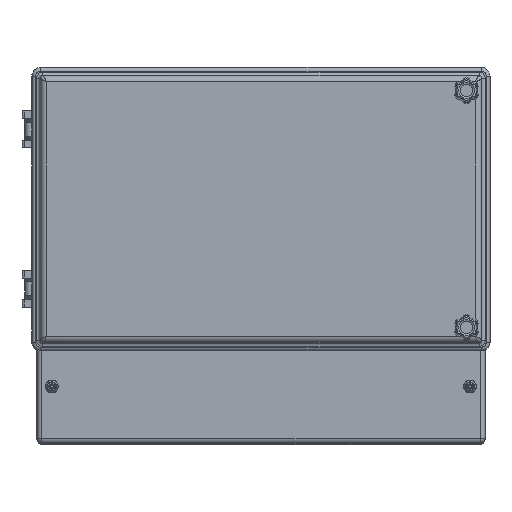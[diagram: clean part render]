
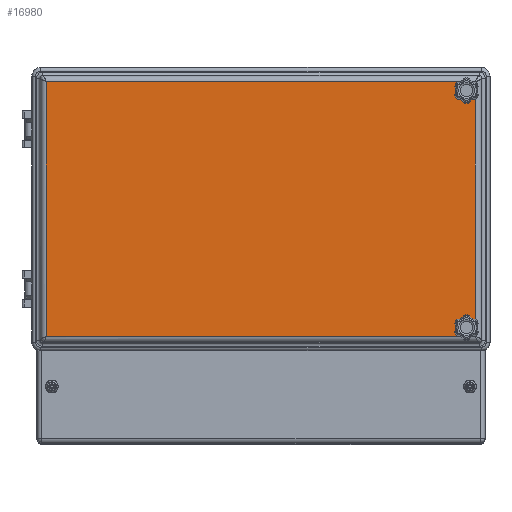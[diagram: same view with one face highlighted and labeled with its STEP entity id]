
A CAD part, top view. The second image highlights one B-rep face of the part: STEP entity #16980.
In plain terms, the highlighted planar face has unit normal (0, 0, 1).
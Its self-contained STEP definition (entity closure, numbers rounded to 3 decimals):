
#918=FACE_BOUND('',#4033,.T.);
#919=FACE_BOUND('',#4034,.T.);
#1455=CIRCLE('',#18582,3.2);
#1457=CIRCLE('',#18586,3.2);
#2822=FACE_OUTER_BOUND('',#4032,.T.);
#4032=EDGE_LOOP('',(#14712,#14713,#14714,#14715));
#4033=EDGE_LOOP('',(#14716));
#4034=EDGE_LOOP('',(#14717));
#5504=LINE('',#29306,#6835);
#5506=LINE('',#29332,#6837);
#5507=LINE('',#29355,#6838);
#5508=LINE('',#29367,#6839);
#6835=VECTOR('',#23200,10.);
#6837=VECTOR('',#23204,10.);
#6838=VECTOR('',#23207,10.);
#6839=VECTOR('',#23210,10.);
#8157=VERTEX_POINT('',#28726);
#8159=VERTEX_POINT('',#28732);
#8242=VERTEX_POINT('',#29282);
#8244=VERTEX_POINT('',#29295);
#8247=VERTEX_POINT('',#29321);
#8248=VERTEX_POINT('',#29344);
#10260=EDGE_CURVE('',#8157,#8157,#1455,.T.);
#10262=EDGE_CURVE('',#8159,#8159,#1457,.T.);
#10417=EDGE_CURVE('',#8244,#8242,#5504,.T.);
#10421=EDGE_CURVE('',#8247,#8244,#5506,.T.);
#10424=EDGE_CURVE('',#8248,#8247,#5507,.T.);
#10426=EDGE_CURVE('',#8242,#8248,#5508,.T.);
#14712=ORIENTED_EDGE('',*,*,#10417,.F.);
#14713=ORIENTED_EDGE('',*,*,#10421,.F.);
#14714=ORIENTED_EDGE('',*,*,#10424,.F.);
#14715=ORIENTED_EDGE('',*,*,#10426,.F.);
#14716=ORIENTED_EDGE('',*,*,#10260,.T.);
#14717=ORIENTED_EDGE('',*,*,#10262,.T.);
#16144=PLANE('',#18737);
#16980=ADVANCED_FACE('',(#2822,#918,#919),#16144,.T.);
#18582=AXIS2_PLACEMENT_3D('',#28727,#22836,#22837);
#18586=AXIS2_PLACEMENT_3D('',#28733,#22844,#22845);
#18737=AXIS2_PLACEMENT_3D('',#29576,#23221,#23222);
#22836=DIRECTION('center_axis',(0.,0.,-1.));
#22837=DIRECTION('ref_axis',(-1.,0.,0.));
#22844=DIRECTION('center_axis',(0.,0.,-1.));
#22845=DIRECTION('ref_axis',(-1.,0.,0.));
#23200=DIRECTION('',(-1.,0.,0.));
#23204=DIRECTION('',(0.,-1.,0.));
#23207=DIRECTION('',(1.,0.,0.));
#23210=DIRECTION('',(0.,1.,0.));
#23221=DIRECTION('center_axis',(0.,0.,1.));
#23222=DIRECTION('ref_axis',(1.,0.,0.));
#28726=CARTESIAN_POINT('',(-114.8,-68.,24.));
#28727=CARTESIAN_POINT('Origin',(-118.,-68.,24.));
#28732=CARTESIAN_POINT('',(-114.8,68.,24.));
#28733=CARTESIAN_POINT('Origin',(-118.,68.,24.));
#29282=CARTESIAN_POINT('',(-123.142,-73.042,24.));
#29295=CARTESIAN_POINT('',(123.142,-73.042,24.));
#29306=CARTESIAN_POINT('',(62.654,-73.042,24.));
#29321=CARTESIAN_POINT('',(123.142,73.042,24.));
#29332=CARTESIAN_POINT('',(123.142,37.604,24.));
#29344=CARTESIAN_POINT('',(-123.142,73.042,24.));
#29355=CARTESIAN_POINT('',(-62.654,73.042,24.));
#29367=CARTESIAN_POINT('',(-123.142,-37.604,24.));
#29576=CARTESIAN_POINT('Origin',(0.,0.,
24.));
